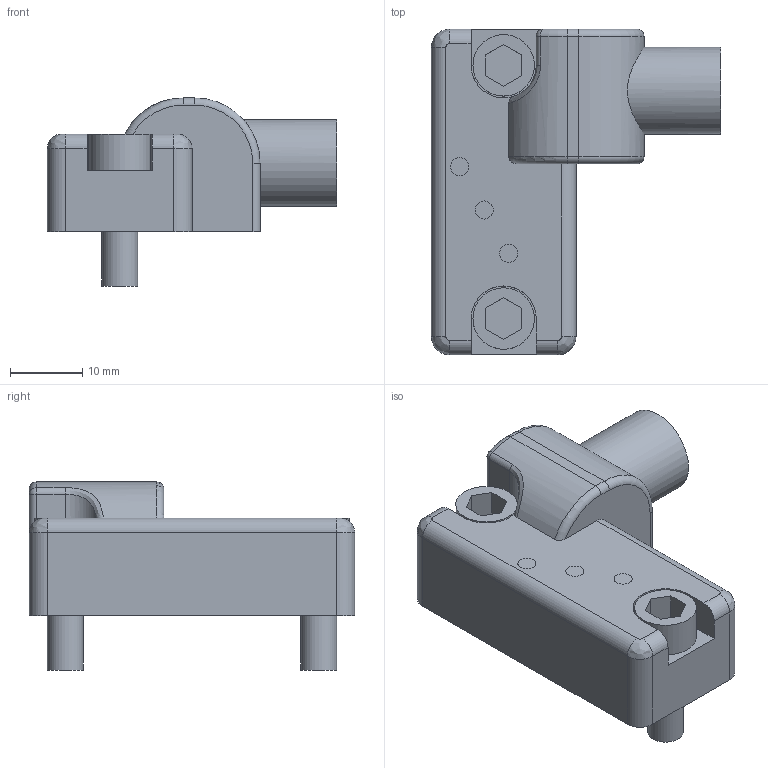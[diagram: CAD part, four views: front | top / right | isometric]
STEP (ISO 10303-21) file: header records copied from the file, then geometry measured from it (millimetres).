
FILE_DESCRIPTION(/* description */ (''),/* implementation_level */ '2;1');
FILE_NAME(/* name */ 'ES001.stp',/* time_stamp */ '2018-07-03T16:23:42+02:00',/* author */ ('donadda1'),/* organization */ ('Pneumax S.p.A.'),/* preprocessor_version */ 'ST-DEVELOPER v16.5',/* originating_system */ 'Autodesk Inventor 2017',/* authorisation */ '');
FILE_SCHEMA (('AUTOMOTIVE_DESIGN { 1 0 10303 214 3 1 1 }'));
Length unit declared in the file: millimetre
Products named in the file (1): ES001
Bounding box: 40 x 45 x 26 mm (x, y, z)
Volume: 16559 mm3; surface area: 5983.6 mm2
Topology: 1 solids, 1 shells, 73 faces, 169 edges, 109 vertices
Faces by surface type: plane 39, cylinder 25, bspline 4, torus 4, sphere 1
Full cylindrical faces by diameter (mm): 5 x2, 5.489 x2, 8.5 x2, 12 x1
Entity records: 2148 total; most frequent: CARTESIAN_POINT 444, DIRECTION 355, ORIENTED_EDGE 318, EDGE_CURVE 159, AXIS2_PLACEMENT_3D 131, VERTEX_POINT 106, LINE 93, VECTOR 93
